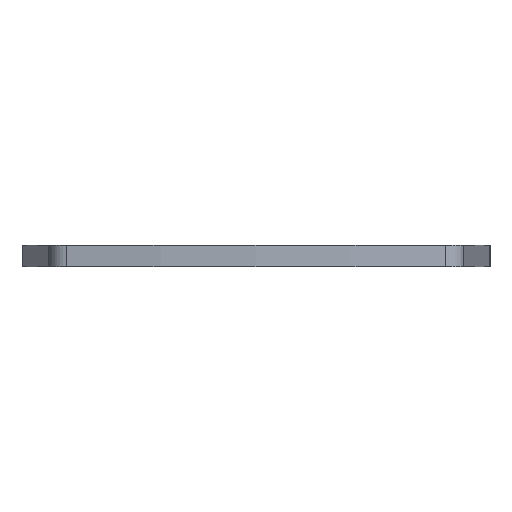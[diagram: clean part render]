
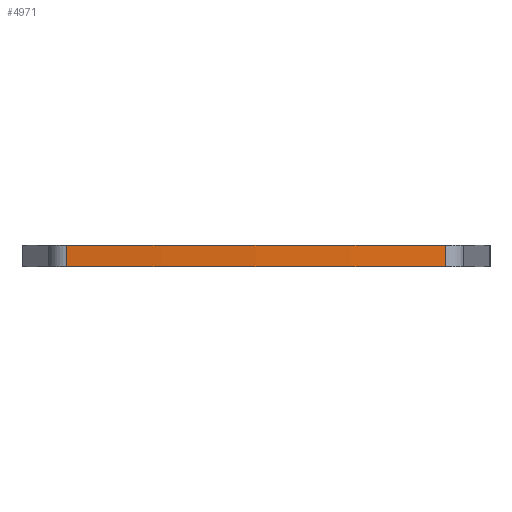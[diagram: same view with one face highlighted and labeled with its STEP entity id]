
A CAD part, front view. The second image highlights one B-rep face of the part: STEP entity #4971.
In plain terms, the highlighted cylindrical face has radius 381 mm (diameter 762 mm), a partial arc.
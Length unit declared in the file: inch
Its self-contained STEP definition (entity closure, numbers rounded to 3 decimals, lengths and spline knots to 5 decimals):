
#8 = CIRCLE ( 'NONE', #6889, 15. ) ;
#43 = EDGE_CURVE ( 'NONE', #5207, #4643, #1346, .T. ) ;
#347 = ORIENTED_EDGE ( 'NONE', *, *, #6672, .F. ) ;
#677 = AXIS2_PLACEMENT_3D ( 'NONE', #2450, #2424, #2418 ) ;
#793 = DIRECTION ( 'NONE',  ( -1., 0., 0. ) ) ;
#861 = CARTESIAN_POINT ( 'NONE',  ( 2.438, 15., 0.25 ) ) ;
#872 = DIRECTION ( 'NONE',  ( 0., 0., -1. ) ) ;
#1211 = EDGE_CURVE ( 'NONE', #2886, #6634, #4185, .T. ) ;
#1215 = CARTESIAN_POINT ( 'NONE',  ( 4.66308, 0.16595, 0.25 ) ) ;
#1346 = LINE ( 'NONE', #7665, #7326 ) ;
#1349 = ORIENTED_EDGE ( 'NONE', *, *, #1211, .T. ) ;
#1901 = CARTESIAN_POINT ( 'NONE',  ( 0.21292, 0.16595, 0.25 ) ) ;
#1915 = VECTOR ( 'NONE', #4810, 39.37008 ) ;
#1987 = CIRCLE ( 'NONE', #677, 15. ) ;
#2111 = AXIS2_PLACEMENT_3D ( 'NONE', #861, #872, #793 ) ;
#2320 = EDGE_LOOP ( 'NONE', ( #6502, #4918, #347, #1349 ) ) ;
#2418 = DIRECTION ( 'NONE',  ( 1., 0., 0. ) ) ;
#2424 = DIRECTION ( 'NONE',  ( 0., 0., 1. ) ) ;
#2450 = CARTESIAN_POINT ( 'NONE',  ( 2.438, 15., 0.25 ) ) ;
#2731 = CARTESIAN_POINT ( 'NONE',  ( 0.21292, 0.16595, 0. ) ) ;
#2886 = VERTEX_POINT ( 'NONE', #1901 ) ;
#4166 = CARTESIAN_POINT ( 'NONE',  ( 4.66308, 0.16595, 0. ) ) ;
#4185 = LINE ( 'NONE', #7738, #1915 ) ;
#4643 = VERTEX_POINT ( 'NONE', #4166 ) ;
#4810 = DIRECTION ( 'NONE',  ( 0., 0., -1. ) ) ;
#4918 = ORIENTED_EDGE ( 'NONE', *, *, #43, .F. ) ;
#4971 = ADVANCED_FACE ( 'NONE', ( #5988 ), #5966, .T. ) ;
#5207 = VERTEX_POINT ( 'NONE', #1215 ) ;
#5966 = CYLINDRICAL_SURFACE ( 'NONE', #2111, 15. ) ;
#5988 = FACE_OUTER_BOUND ( 'NONE', #2320, .T. ) ;
#6502 = ORIENTED_EDGE ( 'NONE', *, *, #7501, .T. ) ;
#6634 = VERTEX_POINT ( 'NONE', #2731 ) ;
#6672 = EDGE_CURVE ( 'NONE', #2886, #5207, #1987, .T. ) ;
#6754 = DIRECTION ( 'NONE',  ( 0., 0., -1. ) ) ;
#6759 = DIRECTION ( 'NONE',  ( 1., 0., 0. ) ) ;
#6767 = DIRECTION ( 'NONE',  ( 0., 0., 1. ) ) ;
#6787 = CARTESIAN_POINT ( 'NONE',  ( 2.438, 15., 0. ) ) ;
#6889 = AXIS2_PLACEMENT_3D ( 'NONE', #6787, #6767, #6759 ) ;
#7326 = VECTOR ( 'NONE', #6754, 39.37008 ) ;
#7501 = EDGE_CURVE ( 'NONE', #6634, #4643, #8, .T. ) ;
#7665 = CARTESIAN_POINT ( 'NONE',  ( 4.66308, 0.16595, 0.25 ) ) ;
#7738 = CARTESIAN_POINT ( 'NONE',  ( 0.21292, 0.16595, 0.25 ) ) ;
